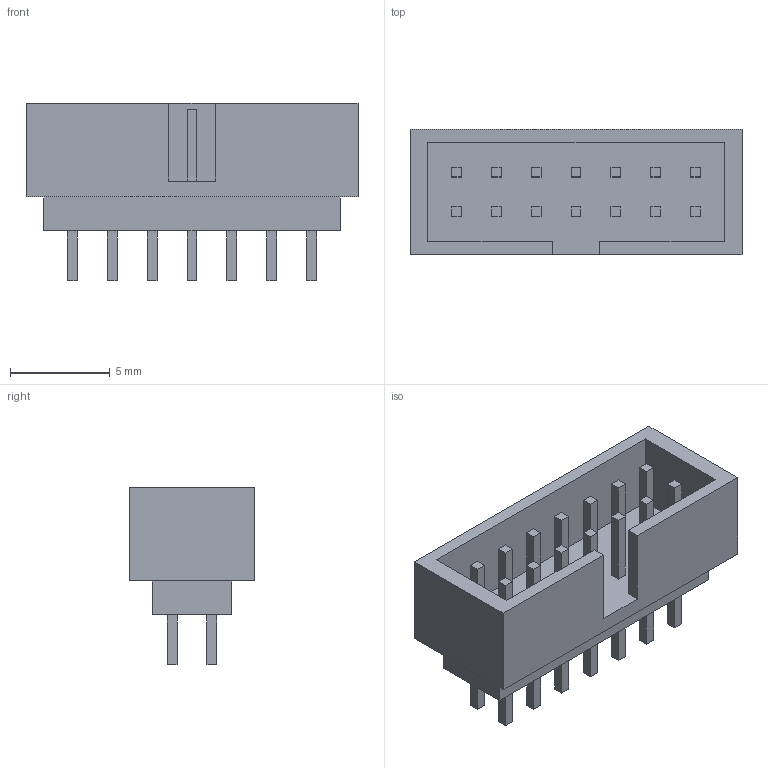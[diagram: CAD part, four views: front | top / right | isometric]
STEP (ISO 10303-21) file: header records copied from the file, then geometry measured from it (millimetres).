
FILE_DESCRIPTION (( 'STEP AP214' ), '1' );
FILE_NAME ('CONN-TH_14P-P2.00_87831-1420.step', '2022-08-02T13:49:37', ( '' ), ( '' ), 'SwSTEP 2.0', 'SolidWorks 2020', '' );
FILE_SCHEMA (( 'AUTOMOTIVE_DESIGN' ));
Length unit declared in the file: millimetre
Products named in the file (1): CONN-TH_14P-P2.00_87831-1420
Bounding box: 16.65 x 6.3 x 8.9 mm (x, y, z)
Volume: 319.7 mm3; surface area: 804.5 mm2
Topology: 14 solids, 14 shells, 390 faces, 999 edges, 666 vertices
Faces by surface type: plane 292, bspline 98
Entity records: 16640 total; most frequent: CARTESIAN_POINT 3362, ORIENTED_EDGE 1998, DIRECTION 1385, EDGE_CURVE 999, VECTOR 799, LINE 799, VERTEX_POINT 666, EDGE_LOOP 431
